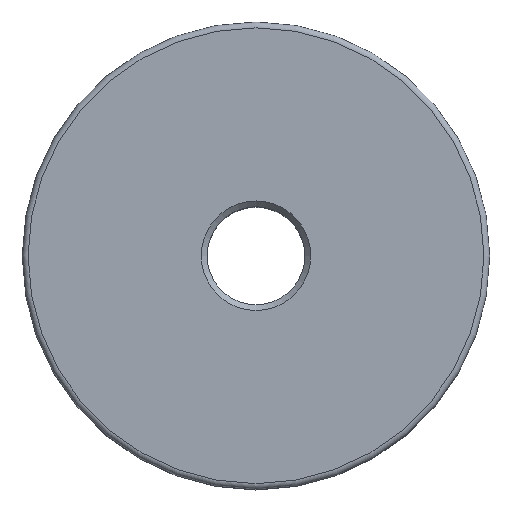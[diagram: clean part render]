
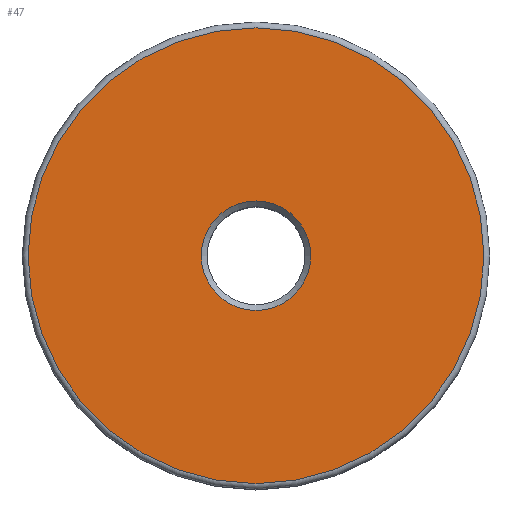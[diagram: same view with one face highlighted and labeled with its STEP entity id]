
A CAD part, top view. The second image highlights one B-rep face of the part: STEP entity #47.
In plain terms, the highlighted planar face has unit normal (0, 0, 1).
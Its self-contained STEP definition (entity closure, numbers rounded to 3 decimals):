
#47 = ADVANCED_FACE( '', ( #104, #105 ), #106, .F. );
#104 = FACE_OUTER_BOUND( '', #179, .T. );
#105 = FACE_BOUND( '', #180, .T. );
#106 = PLANE( '', #181 );
#179 = EDGE_LOOP( '', ( #254 ) );
#180 = EDGE_LOOP( '', ( #255 ) );
#181 = AXIS2_PLACEMENT_3D( '', #256, #257, #258 );
#254 = ORIENTED_EDGE( '', *, *, #347, .T. );
#255 = ORIENTED_EDGE( '', *, *, #348, .T. );
#256 = CARTESIAN_POINT( '', ( 20., 0., 27. ) );
#257 = DIRECTION( '', ( 0., 0., -1. ) );
#258 = DIRECTION( '', ( -1., 0., 0. ) );
#347 = EDGE_CURVE( '', #387, #387, #388, .F. );
#348 = EDGE_CURVE( '', #389, #389, #390, .T. );
#387 = VERTEX_POINT( '', #438 );
#388 = CIRCLE( '', #439, 19.5 );
#389 = VERTEX_POINT( '', #440 );
#390 = CIRCLE( '', #441, 4.688 );
#438 = CARTESIAN_POINT( '', ( -19.5, 0., 27. ) );
#439 = AXIS2_PLACEMENT_3D( '', #491, #492, #493 );
#440 = CARTESIAN_POINT( '', ( -4.688, 0., 27. ) );
#441 = AXIS2_PLACEMENT_3D( '', #494, #495, #496 );
#491 = CARTESIAN_POINT( '', ( 0., 0., 27. ) );
#492 = DIRECTION( '', ( 0., 0., -1. ) );
#493 = DIRECTION( '', ( -1., 0., 0. ) );
#494 = CARTESIAN_POINT( '', ( 0., 0., 27. ) );
#495 = DIRECTION( '', ( 0., 0., -1. ) );
#496 = DIRECTION( '', ( -1., 0., 0. ) );
